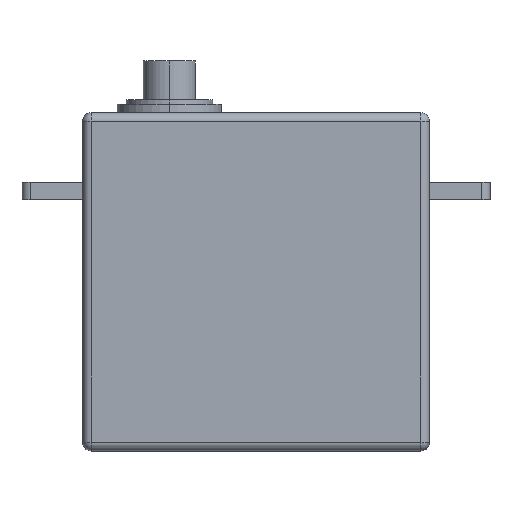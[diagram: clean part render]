
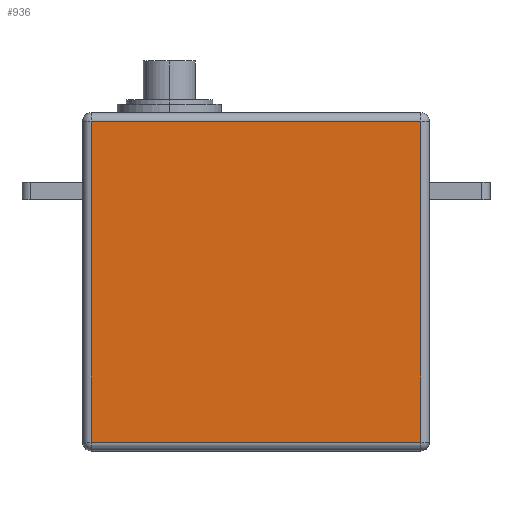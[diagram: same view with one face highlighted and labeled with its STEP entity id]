
A CAD part, top view. The second image highlights one B-rep face of the part: STEP entity #936.
In plain terms, the highlighted planar face has unit normal (0, 0, 1).
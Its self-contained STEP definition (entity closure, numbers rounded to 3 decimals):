
#65 = VERTEX_POINT ( 'NONE', #1621 ) ;
#104 = DIRECTION ( 'NONE',  ( 1., 0., 0. ) ) ;
#176 = LINE ( 'NONE', #446, #1705 ) ;
#203 = EDGE_CURVE ( 'NONE', #581, #65, #176, .T. ) ;
#278 = LINE ( 'NONE', #953, #655 ) ;
#390 = DIRECTION ( 'NONE',  ( -1., 0., 0. ) ) ;
#446 = CARTESIAN_POINT ( 'NONE',  ( 19., -18.5, 20. ) ) ;
#478 = EDGE_CURVE ( 'NONE', #674, #617, #1772, .T. ) ;
#485 = EDGE_LOOP ( 'NONE', ( #872, #1558, #1002, #1015 ) ) ;
#499 = CARTESIAN_POINT ( 'NONE',  ( -19., -19.5, 20. ) ) ;
#518 = VECTOR ( 'NONE', #390, 1000. ) ;
#519 = DIRECTION ( 'NONE',  ( 0., 0., 1. ) ) ;
#581 = VERTEX_POINT ( 'NONE', #1651 ) ;
#600 = DIRECTION ( 'NONE',  ( 1., 0., 0. ) ) ;
#617 = VERTEX_POINT ( 'NONE', #1121 ) ;
#643 = EDGE_CURVE ( 'NONE', #65, #674, #278, .T. ) ;
#655 = VECTOR ( 'NONE', #834, 1000. ) ;
#674 = VERTEX_POINT ( 'NONE', #1718 ) ;
#688 = PLANE ( 'NONE',  #1117 ) ;
#834 = DIRECTION ( 'NONE',  ( 0., 1., 0. ) ) ;
#846 = EDGE_CURVE ( 'NONE', #617, #581, #1307, .T. ) ;
#872 = ORIENTED_EDGE ( 'NONE', *, *, #846, .T. ) ;
#936 = ADVANCED_FACE ( 'NONE', ( #1216 ), #688, .T. ) ;
#953 = CARTESIAN_POINT ( 'NONE',  ( 19., 18.5, 20. ) ) ;
#1002 = ORIENTED_EDGE ( 'NONE', *, *, #643, .T. ) ;
#1015 = ORIENTED_EDGE ( 'NONE', *, *, #478, .T. ) ;
#1117 = AXIS2_PLACEMENT_3D ( 'NONE', #1384, #519, #104 ) ;
#1121 = CARTESIAN_POINT ( 'NONE',  ( -19., 18.5, 20. ) ) ;
#1216 = FACE_OUTER_BOUND ( 'NONE', #485, .T. ) ;
#1294 = VECTOR ( 'NONE', #1611, 1000. ) ;
#1307 = LINE ( 'NONE', #499, #1294 ) ;
#1384 = CARTESIAN_POINT ( 'NONE',  ( 0., 0., 20. ) ) ;
#1558 = ORIENTED_EDGE ( 'NONE', *, *, #203, .T. ) ;
#1611 = DIRECTION ( 'NONE',  ( 0., -1., 0. ) ) ;
#1621 = CARTESIAN_POINT ( 'NONE',  ( 19., -18.5, 20. ) ) ;
#1651 = CARTESIAN_POINT ( 'NONE',  ( -19., -18.5, 20. ) ) ;
#1705 = VECTOR ( 'NONE', #600, 1000. ) ;
#1718 = CARTESIAN_POINT ( 'NONE',  ( 19., 18.5, 20. ) ) ;
#1772 = LINE ( 'NONE', #1781, #518 ) ;
#1781 = CARTESIAN_POINT ( 'NONE',  ( -20., 18.5, 20. ) ) ;
